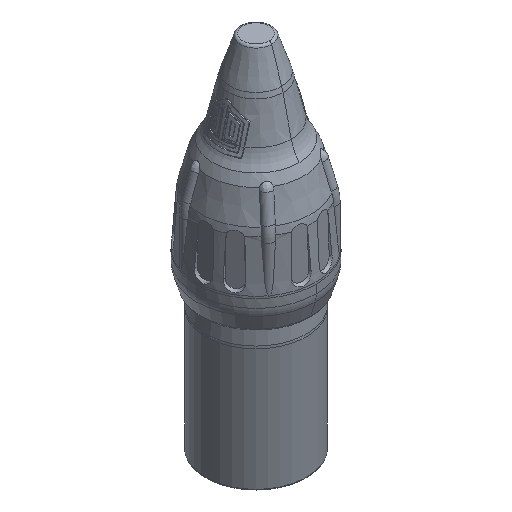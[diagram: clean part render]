
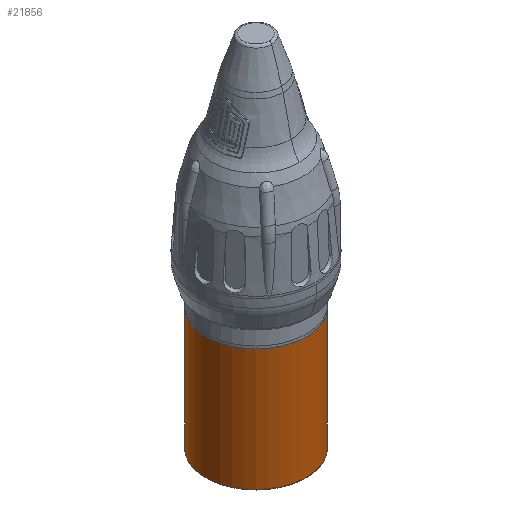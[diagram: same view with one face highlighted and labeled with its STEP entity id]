
A CAD part, isometric view. The second image highlights one B-rep face of the part: STEP entity #21856.
In plain terms, the highlighted cylindrical face has radius 9.5 mm (diameter 19 mm), a partial arc.
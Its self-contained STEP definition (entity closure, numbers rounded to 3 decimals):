
#4045=CARTESIAN_POINT('',(0.,0.,-28.8));
#4046=DIRECTION('',(0.,0.,-1.));
#4047=DIRECTION('',(0.707,-0.707,0.));
#4048=AXIS2_PLACEMENT_3D('',#4045,#4046,#4047);
#5323=DIRECTION('',(0.,0.,-1.));
#5324=VECTOR('',#5323,22.867);
#5325=CARTESIAN_POINT('',(6.718,-6.718,
-5.933));
#5326=LINE('',#5325,#5324);
#5327=DIRECTION('',(0.,0.,-1.));
#5328=VECTOR('',#5327,22.867);
#5329=CARTESIAN_POINT('',(-6.718,6.718,
-5.933));
#5330=LINE('',#5329,#5328);
#5331=CARTESIAN_POINT('',(0.,0.,-5.933));
#5332=DIRECTION('',(0.,0.,-1.));
#5333=DIRECTION('',(0.707,-0.707,0.));
#5334=AXIS2_PLACEMENT_3D('',#5331,#5332,#5333);
#11084=CARTESIAN_POINT('',(6.718,-6.718,-28.8));
#11086=VERTEX_POINT('',#11084);
#11096=CARTESIAN_POINT('',(-6.718,6.718,-28.8));
#11098=VERTEX_POINT('',#11096);
#11122=CARTESIAN_POINT('',(6.718,-6.718,
-5.933));
#11123=VERTEX_POINT('',#11122);
#11124=CARTESIAN_POINT('',(-6.718,6.718,
-5.933));
#11125=VERTEX_POINT('',#11124);
#21844=CARTESIAN_POINT('',(0.,0.,-30.45));
#21845=DIRECTION('',(0.,0.,1.));
#21846=DIRECTION('',(-0.707,0.707,0.));
#21847=AXIS2_PLACEMENT_3D('',#21844,#21845,#21846);
#21848=CYLINDRICAL_SURFACE('',#21847,9.5);
#21849=ORIENTED_EDGE('',*,*,#21286,.T.);
#21850=ORIENTED_EDGE('',*,*,#21263,.T.);
#21851=ORIENTED_EDGE('',*,*,#21290,.F.);
#21853=ORIENTED_EDGE('',*,*,#21852,.F.);
#21854=EDGE_LOOP('',(#21849,#21850,#21851,#21853));
#21855=FACE_OUTER_BOUND('',#21854,.F.);
#4049=CIRCLE('',#4048,9.5);
#5335=CIRCLE('',#5334,9.5);
#21263=EDGE_CURVE('',#11086,#11098,#4049,.T.);
#21286=EDGE_CURVE('',#11123,#11086,#5326,.T.);
#21290=EDGE_CURVE('',#11125,#11098,#5330,.T.);
#21852=EDGE_CURVE('',#11123,#11125,#5335,.T.);
#21856=ADVANCED_FACE('',(#21855),#21848,.T.);
